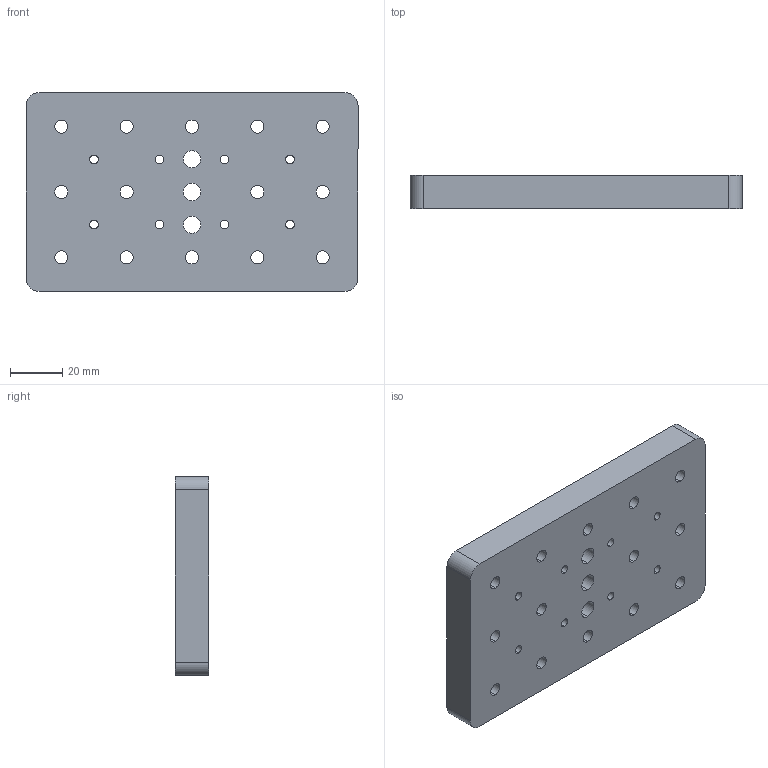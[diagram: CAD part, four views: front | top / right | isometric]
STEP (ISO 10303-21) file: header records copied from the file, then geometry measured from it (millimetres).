
FILE_DESCRIPTION (( 'STEP AP203' ), '1' );
FILE_NAME ('05NTP-1M.STEP', '2016-04-19T06:45:07', ( '' ), ( '' ), 'SwSTEP 2.0', 'SolidWorks 2016', '' );
FILE_SCHEMA (( 'CONFIG_CONTROL_DESIGN' ));
Length unit declared in the file: millimetre
Products named in the file (1): 05NTP-1M
Bounding box: 127 x 12.7 x 76 mm (x, y, z)
Volume: 115367.1 mm3; surface area: 28342.8 mm2
Topology: 1 solids, 1 shells, 69 faces, 192 edges, 128 vertices
Faces by surface type: cylinder 60, plane 9
Entity records: 2463 total; most frequent: DIRECTION 452, CARTESIAN_POINT 390, ORIENTED_EDGE 384, EDGE_CURVE 192, AXIS2_PLACEMENT_3D 190, VERTEX_POINT 128, EDGE_LOOP 122, CIRCLE 120
